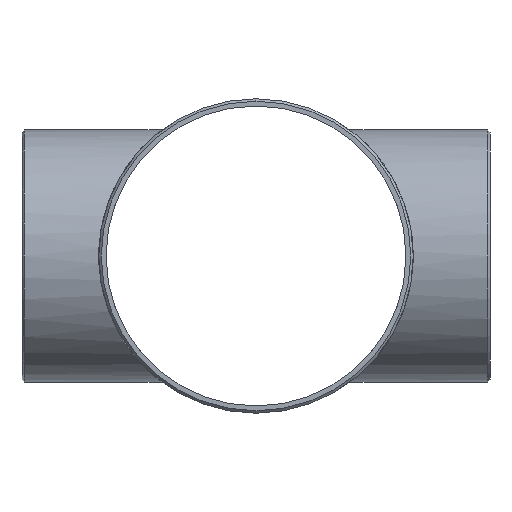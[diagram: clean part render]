
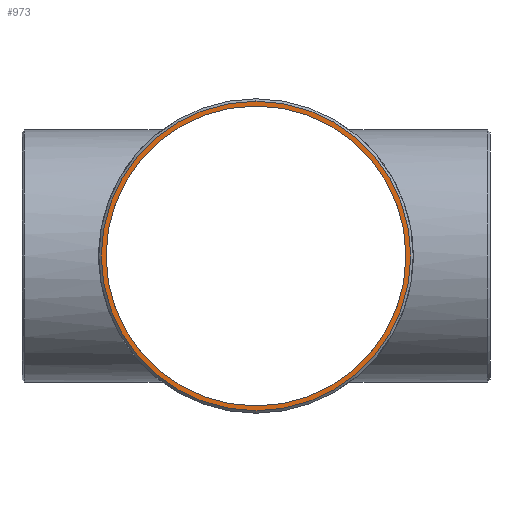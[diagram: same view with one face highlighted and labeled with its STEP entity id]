
A CAD part, left-side view. The second image highlights one B-rep face of the part: STEP entity #973.
In plain terms, the highlighted planar face has unit normal (-1, 0, 0).
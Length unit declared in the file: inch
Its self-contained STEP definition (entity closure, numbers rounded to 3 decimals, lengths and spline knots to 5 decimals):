
#133 = EDGE_CURVE ( 'NONE', #201, #1375, #370, .T. ) ;
#134 = DIRECTION ( 'NONE',  ( 1., 0., 0. ) ) ;
#165 = CARTESIAN_POINT ( 'NONE',  ( -8.5, 0., -5.29167 ) ) ;
#170 = ORIENTED_EDGE ( 'NONE', *, *, #700, .T. ) ;
#201 = VERTEX_POINT ( 'NONE', #905 ) ;
#244 = DIRECTION ( 'NONE',  ( 0., 0., 1. ) ) ;
#303 = VERTEX_POINT ( 'NONE', #451 ) ;
#311 = CARTESIAN_POINT ( 'NONE',  ( -8.5, 0., 0. ) ) ;
#320 = PLANE ( 'NONE',  #1400 ) ;
#322 = EDGE_LOOP ( 'NONE', ( #697, #821 ) ) ;
#370 = CIRCLE ( 'NONE', #1429, 5.125 ) ;
#446 = DIRECTION ( 'NONE',  ( 0., 0., -1. ) ) ;
#451 = CARTESIAN_POINT ( 'NONE',  ( -8.5, 0., 5.29167 ) ) ;
#453 = DIRECTION ( 'NONE',  ( 0., 0., 1. ) ) ;
#487 = AXIS2_PLACEMENT_3D ( 'NONE', #695, #538, #1017 ) ;
#489 = CARTESIAN_POINT ( 'NONE',  ( -8.5, 0., -5.125 ) ) ;
#538 = DIRECTION ( 'NONE',  ( -1., 0., 0. ) ) ;
#563 = CIRCLE ( 'NONE', #968, 5.29167 ) ;
#564 = CIRCLE ( 'NONE', #487, 5.29167 ) ;
#568 = DIRECTION ( 'NONE',  ( -1., 0., 0. ) ) ;
#584 = AXIS2_PLACEMENT_3D ( 'NONE', #311, #674, #453 ) ;
#600 = CARTESIAN_POINT ( 'NONE',  ( -8.5, 0., 0. ) ) ;
#640 = CIRCLE ( 'NONE', #584, 5.125 ) ;
#674 = DIRECTION ( 'NONE',  ( 1., 0., 0. ) ) ;
#682 = FACE_OUTER_BOUND ( 'NONE', #1185, .T. ) ;
#688 = CARTESIAN_POINT ( 'NONE',  ( -8.5, 0., 0. ) ) ;
#695 = CARTESIAN_POINT ( 'NONE',  ( -8.5, 0., 0. ) ) ;
#697 = ORIENTED_EDGE ( 'NONE', *, *, #133, .T. ) ;
#700 = EDGE_CURVE ( 'NONE', #303, #705, #563, .T. ) ;
#705 = VERTEX_POINT ( 'NONE', #165 ) ;
#802 = FACE_BOUND ( 'NONE', #322, .T. ) ;
#821 = ORIENTED_EDGE ( 'NONE', *, *, #908, .T. ) ;
#905 = CARTESIAN_POINT ( 'NONE',  ( -8.5, 0., 5.125 ) ) ;
#908 = EDGE_CURVE ( 'NONE', #1375, #201, #640, .T. ) ;
#968 = AXIS2_PLACEMENT_3D ( 'NONE', #1441, #983, #1497 ) ;
#973 = ADVANCED_FACE ( 'NONE', ( #682, #802 ), #320, .T. ) ;
#983 = DIRECTION ( 'NONE',  ( -1., 0., 0. ) ) ;
#1017 = DIRECTION ( 'NONE',  ( 0., 0., 1. ) ) ;
#1082 = EDGE_CURVE ( 'NONE', #705, #303, #564, .T. ) ;
#1185 = EDGE_LOOP ( 'NONE', ( #1368, #170 ) ) ;
#1368 = ORIENTED_EDGE ( 'NONE', *, *, #1082, .T. ) ;
#1375 = VERTEX_POINT ( 'NONE', #489 ) ;
#1400 = AXIS2_PLACEMENT_3D ( 'NONE', #688, #568, #446 ) ;
#1429 = AXIS2_PLACEMENT_3D ( 'NONE', #600, #134, #244 ) ;
#1441 = CARTESIAN_POINT ( 'NONE',  ( -8.5, 0., 0. ) ) ;
#1497 = DIRECTION ( 'NONE',  ( 0., 0., 1. ) ) ;
